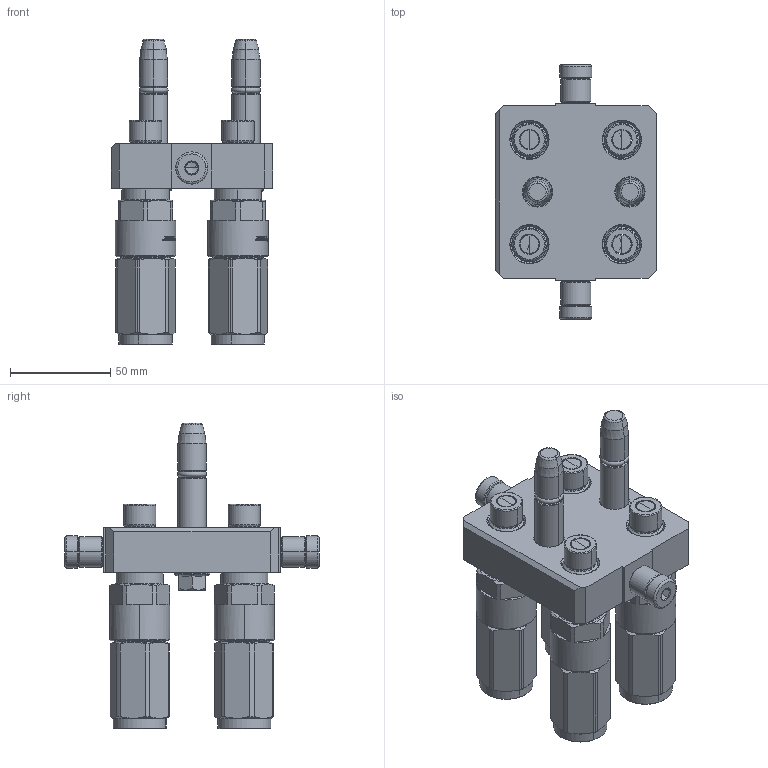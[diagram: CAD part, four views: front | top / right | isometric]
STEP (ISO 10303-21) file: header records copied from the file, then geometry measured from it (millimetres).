
FILE_DESCRIPTION (( 'STEP AP214' ), '1' );
FILE_NAME ('FASTER.step', '2021-04-08T11:23:33', ( '' ), ( '' ), 'SwSTEP 2.0', 'SolidWorks 2017', '' );
FILE_SCHEMA (( 'AUTOMOTIVE_DESIGN' ));
Length unit declared in the file: millimetre
Products named in the file (11): 3ffnp14_gas_ms; 4820_010_1000_000; 4830_013_3000_030; 1540_080_0008_000; 4830_021_0000_000; P404_M_BASE; 4830_028_1000_011; or2_62x9_19_m; et002; FASTER
Assembly tree (18 placements, depth 3):
  FASTER
    P404_M_BASE
      4820_010_1000_000
      4830_021_0000_000  x2
      1540_080_0008_000  x2
      4830_013_3000_030  x2
      or2_62x9_19_m  x2
      4830_028_1000_011  x2
    3ffnp14_gas_ms  x4
      3ffnp14_gas_ms
    et002
Bounding box: 80.3 x 126.6 x 151.9 mm (x, y, z)
Volume: 2873.9 mm3; surface area: 94171.3 mm2
Topology: 5 solids, 44 shells, 2041 faces, 6348 edges, 4238 vertices
Faces by surface type: plane 1206, cylinder 323, cone 302, torus 120, bspline 90
Entity records: 46052 total; most frequent: CARTESIAN_POINT 11913, ORIENTED_EDGE 6439, DIRECTION 5990, EDGE_CURVE 3420, LINE 2456, VECTOR 2456, VERTEX_POINT 2256, AXIS2_PLACEMENT_3D 1767
